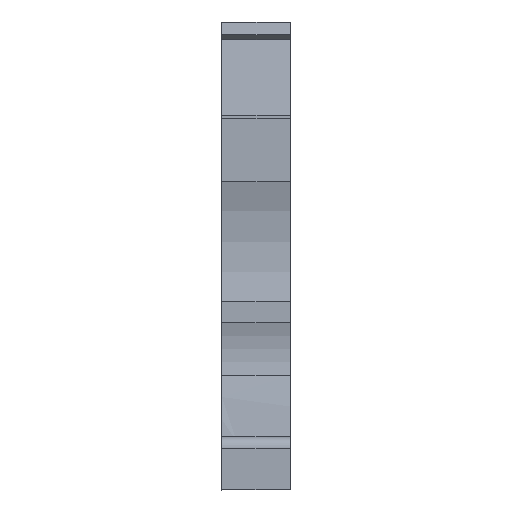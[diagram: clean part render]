
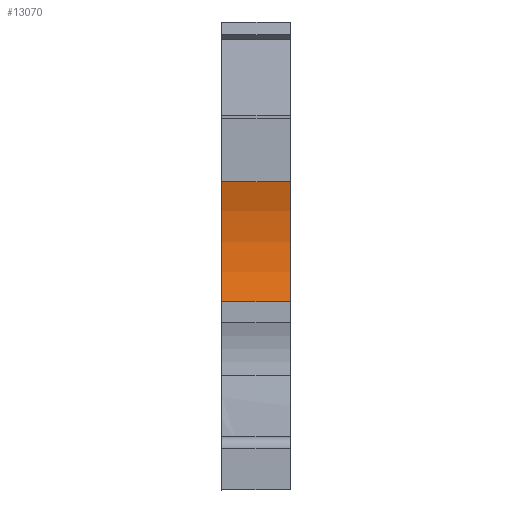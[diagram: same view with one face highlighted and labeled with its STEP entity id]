
A CAD part, front view. The second image highlights one B-rep face of the part: STEP entity #13070.
In plain terms, the highlighted cylindrical face has radius 15 mm (diameter 30 mm), a partial arc.
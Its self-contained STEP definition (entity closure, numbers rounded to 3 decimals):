
#4250=CARTESIAN_POINT('',(5.15,-0.006,
23.22));
#4260=VERTEX_POINT('',#4250);
#4290=CARTESIAN_POINT('',(5.15,-14.309,
18.7));
#4300=DIRECTION('',(1.,0.,0.));
#4310=DIRECTION('',(0.,1.,0.));
#4320=AXIS2_PLACEMENT_3D('',#4290,#4300,#4310);
#4330=CIRCLE('',#4320,15.);
#4340=CARTESIAN_POINT('',(5.15,-0.006,
14.18));
#4350=VERTEX_POINT('',#4340);
#4360=EDGE_CURVE('',#4350,#4260,#4330,.T.);
#8290=CARTESIAN_POINT('',(10.3,-0.006,
14.18));
#8300=VERTEX_POINT('',#8290);
#8330=CARTESIAN_POINT('',(10.3,-14.309,
18.7));
#8340=DIRECTION('',(1.,0.,0.));
#8350=DIRECTION('',(0.,1.,0.));
#8360=AXIS2_PLACEMENT_3D('',#8330,#8340,#8350);
#8370=CIRCLE('',#8360,15.);
#8380=CARTESIAN_POINT('',(10.3,-0.006,
23.22));
#8390=VERTEX_POINT('',#8380);
#8400=EDGE_CURVE('',#8300,#8390,#8370,.T.);
#12860=CARTESIAN_POINT('',(5.15,-14.309,
18.7));
#12870=DIRECTION('',(1.,0.,0.));
#12880=DIRECTION('',(0.,1.,0.));
#12890=AXIS2_PLACEMENT_3D('',#12860,#12870,#12880);
#12900=CYLINDRICAL_SURFACE('',#12890,15.);
#12910=CARTESIAN_POINT('',(5.15,-0.006,
23.22));
#12920=DIRECTION('',(1.,0.,0.));
#12930=VECTOR('',#12920,1.);
#12940=LINE('',#12910,#12930);
#12950=EDGE_CURVE('',#4260,#8390,#12940,.T.);
#12960=ORIENTED_EDGE('',*,*,#12950,.F.);
#12970=ORIENTED_EDGE('',*,*,#8400,.T.);
#12980=CARTESIAN_POINT('',(5.15,-0.006,
14.18));
#12990=DIRECTION('',(1.,0.,0.));
#13000=VECTOR('',#12990,1.);
#13010=LINE('',#12980,#13000);
#13020=EDGE_CURVE('',#4350,#8300,#13010,.T.);
#13030=ORIENTED_EDGE('',*,*,#13020,.T.);
#13040=ORIENTED_EDGE('',*,*,#4360,.F.);
#13050=EDGE_LOOP('',(#13040,#13030,#12970,#12960));
#13060=FACE_OUTER_BOUND('',#13050,.T.);
#13070=ADVANCED_FACE('',(#13060),#12900,.F.);
